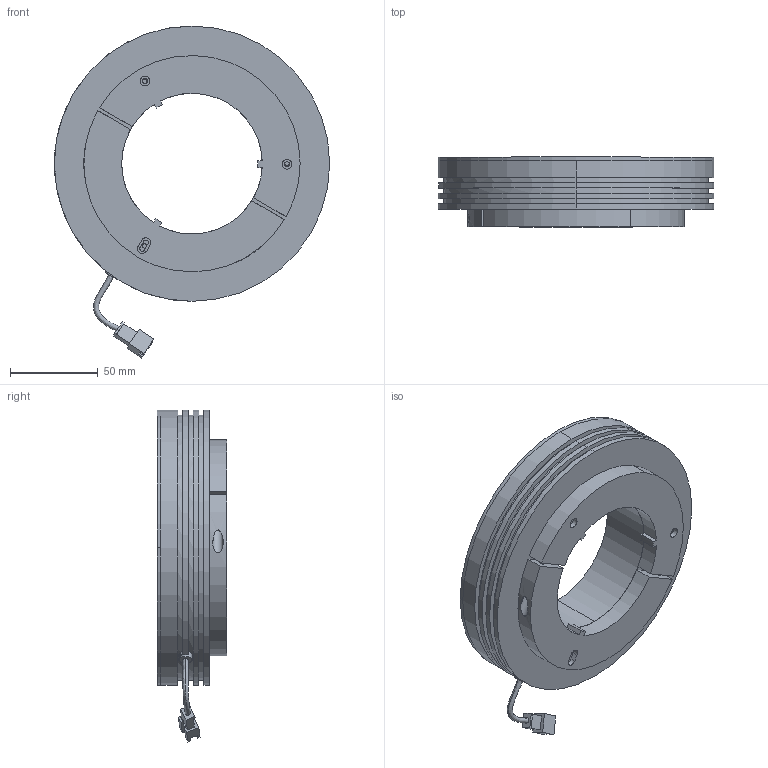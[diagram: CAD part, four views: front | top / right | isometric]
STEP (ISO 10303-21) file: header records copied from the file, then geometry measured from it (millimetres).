
FILE_DESCRIPTION (( 'STEP AP214' ), '1' );
FILE_NAME ('LTRN48.STEP', '2013-04-05T13:46:01', ( 'Work' ), ( '' ), 'SwSTEP 2.0', 'SolidWorks 2012', '' );
FILE_SCHEMA (( 'AUTOMOTIVE_DESIGN' ));
Length unit declared in the file: millimetre
Products named in the file (1): LTRN48
Bounding box: 156.6 x 39.6 x 188.82 mm (x, y, z)
Surface area: 100803.3 mm2 (no closed solid volume)
Topology: 0 solids, 7 shells, 172 faces, 515 edges, 358 vertices
Faces by surface type: plane 93, cylinder 77, bspline 2
Entity records: 8285 total; most frequent: CARTESIAN_POINT 1534, DIRECTION 1037, ORIENTED_EDGE 927, EDGE_CURVE 515, AXIS2_PLACEMENT_3D 367, VERTEX_POINT 358, VECTOR 303, LINE 303
